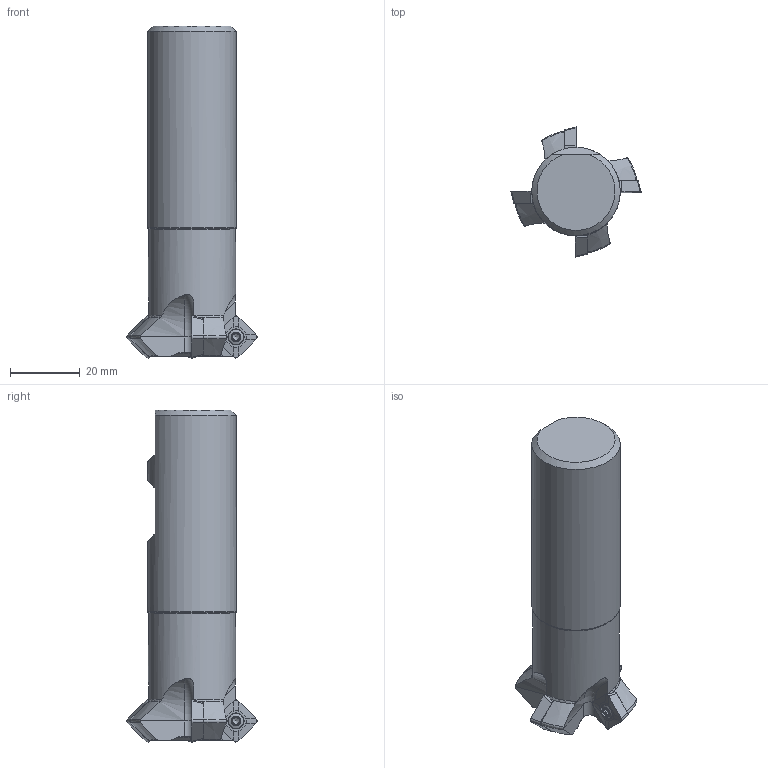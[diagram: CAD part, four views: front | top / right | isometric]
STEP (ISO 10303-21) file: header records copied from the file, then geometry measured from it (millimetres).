
FILE_DESCRIPTION(/* description */ (''),/* implementation_level */ '2;1');
FILE_NAME(/* name */ '1562151026228.stp',/* time_stamp */ '2019-07-03T16:20:35+06:00',/* author */ (''),/* organization */ ('SMS'),/* preprocessor_version */ 'ST-DEVELOPER v15',/* originating_system */ 'SIEMENS PLM Software NX 8.5',/* authorisation */ '');
FILE_SCHEMA (('AUTOMOTIVE_DESIGN { 1 0 10303 214 3 1 1 1 }'));
Length unit declared in the file: millimetre
Products named in the file (4): ASSEMBLY_CONSTRUCTION; 202410841mod000_00; 202443844mod000_00; 202444076mod000_00
Assembly tree (6 placements, depth 2):
  202444076mod000_00
    202443844mod000_00
    202410841mod000_00  x4
    ASSEMBLY_CONSTRUCTION
Bounding box: 37.31 x 37.31 x 95.25 mm (x, y, z)
Volume: 45310.1 mm3; surface area: 10311.4 mm2
Topology: 5 solids, 5 shells, 364 faces, 978 edges, 647 vertices
Faces by surface type: plane 135, bspline 60, cone 54, extrusion 52, torus 37, cylinder 22, sphere 4
Full cylindrical faces by diameter (mm): 2.7 x4, 3 x4, 3.4 x4, 4.2 x4, 24.967 x1, 25.393 x1
Entity records: 13881 total; most frequent: CARTESIAN_POINT 6808, ORIENTED_EDGE 1486, DIRECTION 1278, EDGE_CURVE 743, AXIS2_PLACEMENT_3D 517, VERTEX_POINT 498, EDGE_LOOP 345, B_SPLINE_CURVE_WITH_KNOTS 327
